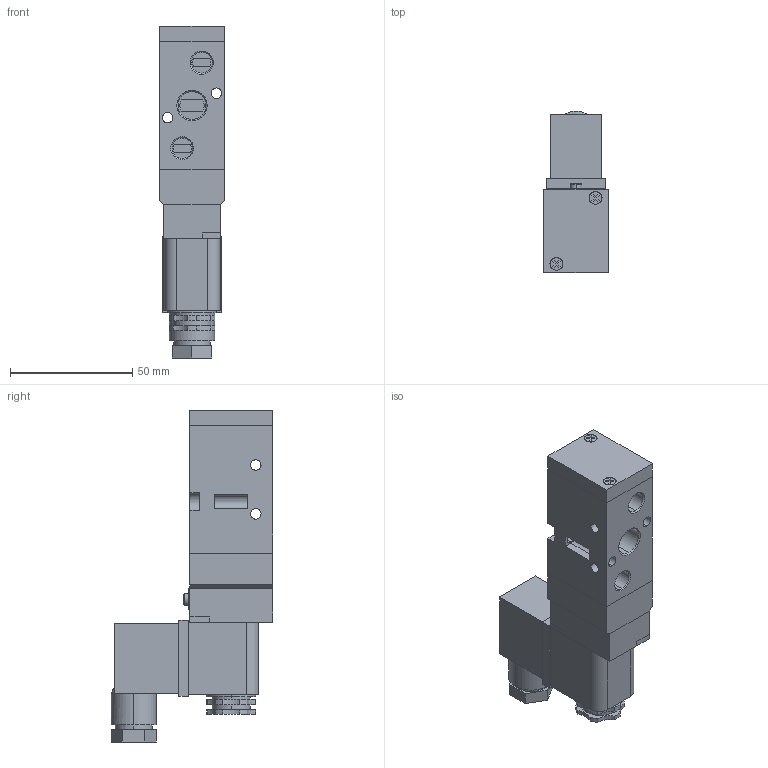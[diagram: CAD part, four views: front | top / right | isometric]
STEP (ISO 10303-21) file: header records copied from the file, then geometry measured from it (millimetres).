
FILE_DESCRIPTION (( 'STEP AP203' ), '1' );
FILE_NAME ('SF4101-IP-SC2-CD2.STEP', '2016-01-05T00:13:38', ( 'yrd8' ), ( '' ), 'SwSTEP 2.0', 'SolidWorks 2008', '' );
FILE_SCHEMA (( 'CONFIG_CONTROL_DESIGN' ));
Length unit declared in the file: millimetre
Products named in the file (6): SF4101-IP-SC2-CD2; SF 4000 BODY_ル遽; SF4000 Pilot_ル遽; SF 4000 SEMY_ル遽; CN2_ル遽; SF 4000 BODY COVER_ル遽
Assembly tree (5 placements, depth 2):
  SF4101-IP-SC2-CD2
    CN2_ル遽
    SF 4000 BODY_ル遽
    SF 4000 SEMY_ル遽
    SF 4000 BODY COVER_ル遽
    SF4000 Pilot_ル遽
Bounding box: 26.5 x 66.2 x 135.8 mm (x, y, z)
Volume: 112588.2 mm3; surface area: 33412.9 mm2
Topology: 5 solids, 5 shells, 375 faces, 902 edges, 582 vertices
Faces by surface type: plane 209, cylinder 113, cone 53
Entity records: 11547 total; most frequent: DIRECTION 1943, CARTESIAN_POINT 1892, ORIENTED_EDGE 1804, EDGE_CURVE 902, AXIS2_PLACEMENT_3D 659, LINE 625, VECTOR 625, VERTEX_POINT 582
